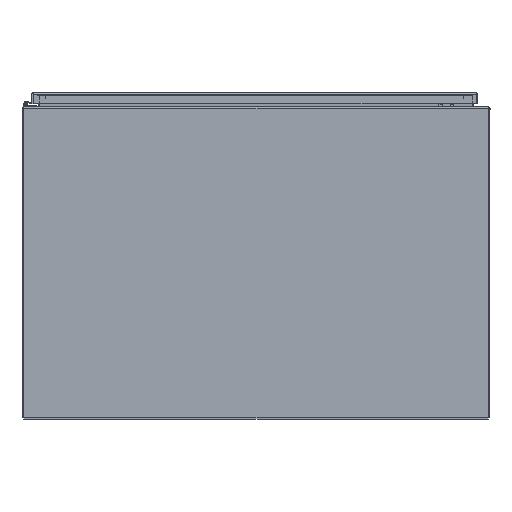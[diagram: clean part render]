
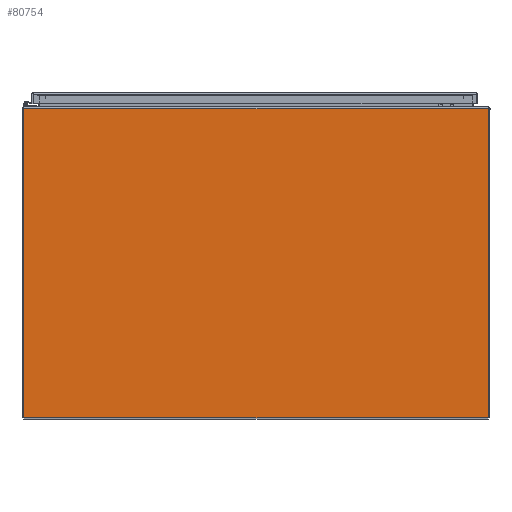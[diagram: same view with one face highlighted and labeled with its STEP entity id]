
A CAD part, front view. The second image highlights one B-rep face of the part: STEP entity #80754.
In plain terms, the highlighted face is planar.
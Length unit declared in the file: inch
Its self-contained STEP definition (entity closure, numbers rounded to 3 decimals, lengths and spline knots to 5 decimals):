
#23432 = EDGE_CURVE ( 'NONE', #151606, #124571, #74305, .T. ) ;
#27432 = EDGE_CURVE ( 'NONE', #151606, #186611, #140976, .T. ) ;
#31680 = EDGE_LOOP ( 'NONE', ( #42352, #114290, #194468, #92737 ) ) ;
#42352 = ORIENTED_EDGE ( 'NONE', *, *, #23432, .T. ) ;
#55063 = AXIS2_PLACEMENT_3D ( 'NONE', #72527, #182436, #88495 ) ;
#55921 = DIRECTION ( 'NONE',  ( 0., -1., 0. ) ) ;
#56563 = CARTESIAN_POINT ( 'NONE',  ( -17.9375, 12., 0.125 ) ) ;
#57122 = VECTOR ( 'NONE', #158664, 39.37008 ) ;
#63620 = VECTOR ( 'NONE', #55921, 39.37008 ) ;
#72527 = CARTESIAN_POINT ( 'NONE',  ( 0., 0., 0.125 ) ) ;
#74305 = LINE ( 'NONE', #195323, #153097 ) ;
#80754 = ADVANCED_FACE ( 'NONE', ( #92658 ), #103624, .T. ) ;
#85229 = CARTESIAN_POINT ( 'NONE',  ( -17.9375, -11.84375, 0.125 ) ) ;
#88495 = DIRECTION ( 'NONE',  ( 1., 0., 0. ) ) ;
#92658 = FACE_OUTER_BOUND ( 'NONE', #31680, .T. ) ;
#92737 = ORIENTED_EDGE ( 'NONE', *, *, #27432, .F. ) ;
#101385 = LINE ( 'NONE', #56563, #182651 ) ;
#103624 = PLANE ( 'NONE',  #55063 ) ;
#110610 = LINE ( 'NONE', #183126, #63620 ) ;
#114290 = ORIENTED_EDGE ( 'NONE', *, *, #148741, .F. ) ;
#124571 = VERTEX_POINT ( 'NONE', #160035 ) ;
#125864 = VERTEX_POINT ( 'NONE', #167607 ) ;
#130023 = CARTESIAN_POINT ( 'NONE',  ( -17.9375, 12., 0.125 ) ) ;
#134364 = DIRECTION ( 'NONE',  ( 1., 0., 0. ) ) ;
#140976 = LINE ( 'NONE', #143690, #57122 ) ;
#143690 = CARTESIAN_POINT ( 'NONE',  ( -17.9375, -12., 0.125 ) ) ;
#148741 = EDGE_CURVE ( 'NONE', #125864, #124571, #110610, .T. ) ;
#151606 = VERTEX_POINT ( 'NONE', #85229 ) ;
#153097 = VECTOR ( 'NONE', #134364, 39.37008 ) ;
#158664 = DIRECTION ( 'NONE',  ( 0., 1., 0. ) ) ;
#160035 = CARTESIAN_POINT ( 'NONE',  ( 17.9375, -11.84375, 0.125 ) ) ;
#167607 = CARTESIAN_POINT ( 'NONE',  ( 17.9375, 12., 0.125 ) ) ;
#173759 = EDGE_CURVE ( 'NONE', #186611, #125864, #101385, .T. ) ;
#182436 = DIRECTION ( 'NONE',  ( 0., 0., 1. ) ) ;
#182651 = VECTOR ( 'NONE', #196176, 39.37008 ) ;
#183126 = CARTESIAN_POINT ( 'NONE',  ( 17.9375, 12., 0.125 ) ) ;
#186611 = VERTEX_POINT ( 'NONE', #130023 ) ;
#194468 = ORIENTED_EDGE ( 'NONE', *, *, #173759, .F. ) ;
#195323 = CARTESIAN_POINT ( 'NONE',  ( -8.96875, -11.84375, 0.125 ) ) ;
#196176 = DIRECTION ( 'NONE',  ( 1., 0., 0. ) ) ;
